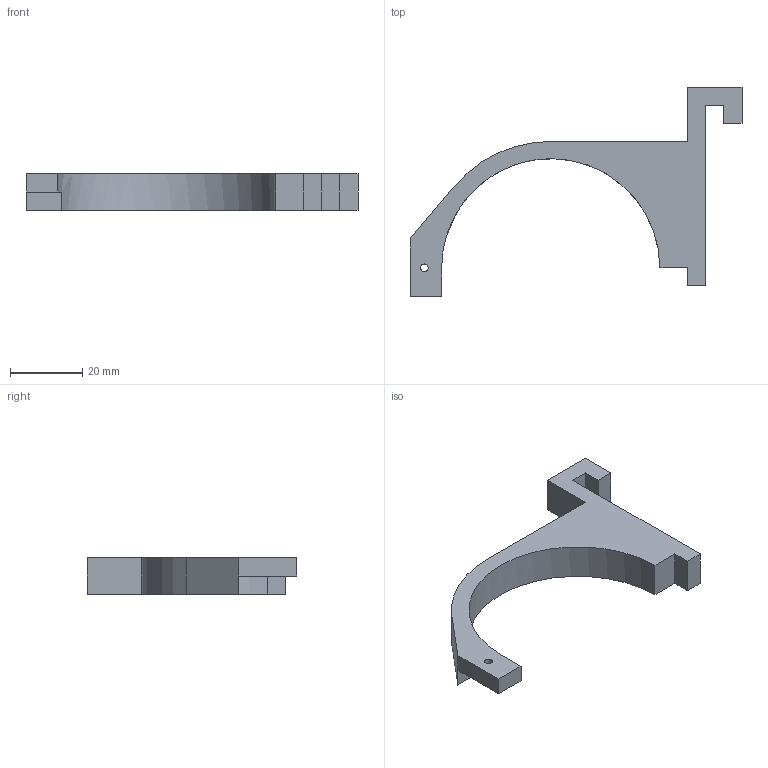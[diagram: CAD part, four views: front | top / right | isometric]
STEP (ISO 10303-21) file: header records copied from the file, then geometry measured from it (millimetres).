
FILE_DESCRIPTION((''),'2;1');
FILE_NAME('ROB-CEVE-P010','2021-05-06T10:44:18',('kevin'),(''),'CREO PARAMETRIC BY PTC INC, 2016390','CREO PARAMETRIC BY PTC INC, 2016390','');
FILE_SCHEMA(('CONFIG_CONTROL_DESIGN'));
Length unit declared in the file: millimetre
Products named in the file (1): ROB-CEVE-P010
Bounding box: 92 x 58 x 10 mm (x, y, z)
Volume: 12613.7 mm3; surface area: 5920.2 mm2
Topology: 1 solids, 1 shells, 23 faces, 62 edges, 41 vertices
Faces by surface type: plane 19, cylinder 4
Entity records: 759 total; most frequent: CARTESIAN_POINT 126, ORIENTED_EDGE 124, DIRECTION 117, EDGE_CURVE 62, VECTOR 53, LINE 53, VERTEX_POINT 41, AXIS2_PLACEMENT_3D 32
